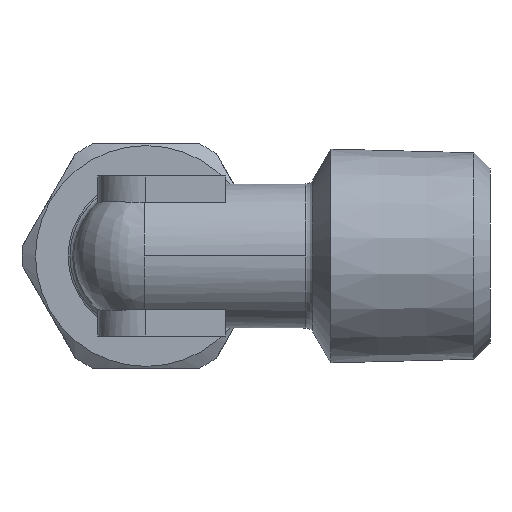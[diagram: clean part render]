
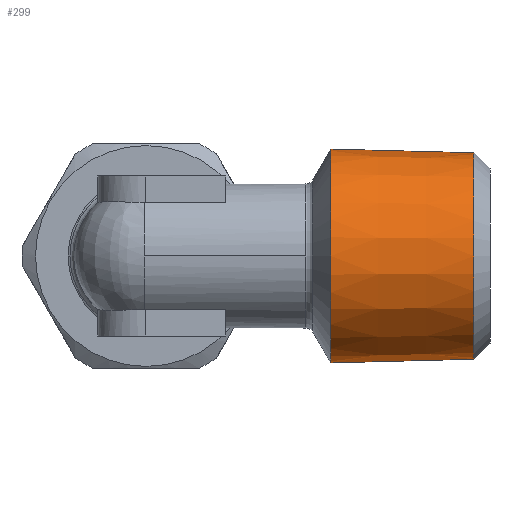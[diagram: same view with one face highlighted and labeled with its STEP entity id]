
A CAD part, left-side view. The second image highlights one B-rep face of the part: STEP entity #299.
In plain terms, the highlighted conical face has half-angle 1.47 degrees and reference radius 6.707 mm.
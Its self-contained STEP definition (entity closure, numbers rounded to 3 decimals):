
#181 = EDGE_LOOP ( 'NONE', ( #306, #302, #305, #298 ) ) ;
#287 = EDGE_CURVE ( 'NONE', #1266, #1276, #2302, .T. ) ;
#298 = ORIENTED_EDGE ( 'NONE', *, *, #1584, .T. ) ;
#299 = ADVANCED_FACE ( 'NONE', ( #2293 ), #2294, .T. ) ;
#302 = ORIENTED_EDGE ( 'NONE', *, *, #287, .F. ) ;
#305 = ORIENTED_EDGE ( 'NONE', *, *, #2544, .T. ) ;
#306 = ORIENTED_EDGE ( 'NONE', *, *, #1256, .F. ) ;
#885 = CARTESIAN_POINT ( 'NONE',  ( 0., -10.5, 6.707 ) ) ;
#897 = DIRECTION ( 'NONE',  ( 0., 1., 0.026 ) ) ;
#898 = VECTOR ( 'NONE', #897, 1000. ) ;
#899 = LINE ( 'NONE', #885, #898 ) ;
#1102 = AXIS2_PLACEMENT_3D ( 'NONE', #1155, #1154, #1153 ) ;
#1114 = CIRCLE ( 'NONE', #1102, 6.68 ) ;
#1153 = DIRECTION ( 'NONE',  ( 0., 0., 1. ) ) ;
#1154 = DIRECTION ( 'NONE',  ( 0., -1., 0. ) ) ;
#1155 = CARTESIAN_POINT ( 'NONE',  ( 0., -11.547, 0. ) ) ;
#1244 = VERTEX_POINT ( 'NONE', #2314 ) ;
#1256 = EDGE_CURVE ( 'NONE', #1276, #1244, #1912, .T. ) ;
#1266 = VERTEX_POINT ( 'NONE', #2421 ) ;
#1275 = VERTEX_POINT ( 'NONE', #2374 ) ;
#1276 = VERTEX_POINT ( 'NONE', #2427 ) ;
#1584 = EDGE_CURVE ( 'NONE', #1275, #1244, #1114, .T. ) ;
#1912 = LINE ( 'NONE', #1918, #1917 ) ;
#1917 = VECTOR ( 'NONE', #1999, 1000. ) ;
#1918 = CARTESIAN_POINT ( 'NONE',  ( 0., -10.5, -6.707 ) ) ;
#1999 = DIRECTION ( 'NONE',  ( 0., 1., -0.026 ) ) ;
#2276 = AXIS2_PLACEMENT_3D ( 'NONE', #2279, #2369, #2368 ) ;
#2279 = CARTESIAN_POINT ( 'NONE',  ( 0., -10.5, 0. ) ) ;
#2293 = FACE_OUTER_BOUND ( 'NONE', #181, .T. ) ;
#2294 = CONICAL_SURFACE ( 'NONE', #2276, 6.707, 0.026 ) ;
#2295 = DIRECTION ( 'NONE',  ( 0., 0., -1. ) ) ;
#2296 = DIRECTION ( 'NONE',  ( 0., -1., 0. ) ) ;
#2297 = CARTESIAN_POINT ( 'NONE',  ( 0., -20.5, 0. ) ) ;
#2298 = AXIS2_PLACEMENT_3D ( 'NONE', #2297, #2296, #2295 ) ;
#2302 = CIRCLE ( 'NONE', #2298, 6.45 ) ;
#2314 = CARTESIAN_POINT ( 'NONE',  ( 0., -11.547, -6.68 ) ) ;
#2368 = DIRECTION ( 'NONE',  ( 0., 0., 1. ) ) ;
#2369 = DIRECTION ( 'NONE',  ( 0., 1., 0. ) ) ;
#2374 = CARTESIAN_POINT ( 'NONE',  ( 0., -11.547, 6.68 ) ) ;
#2421 = CARTESIAN_POINT ( 'NONE',  ( 0., -20.5, 6.45 ) ) ;
#2427 = CARTESIAN_POINT ( 'NONE',  ( 0., -20.5, -6.45 ) ) ;
#2544 = EDGE_CURVE ( 'NONE', #1266, #1275, #899, .T. ) ;
